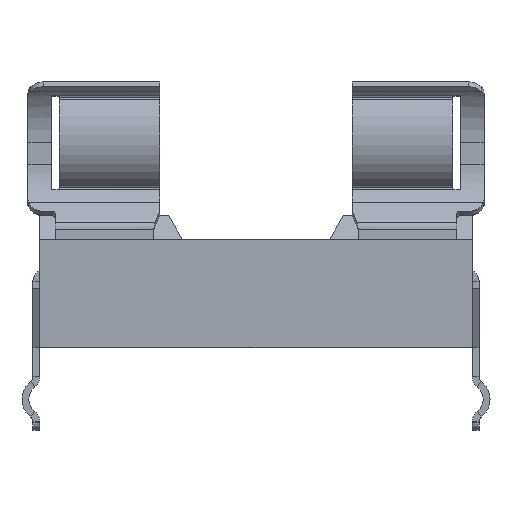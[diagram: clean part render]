
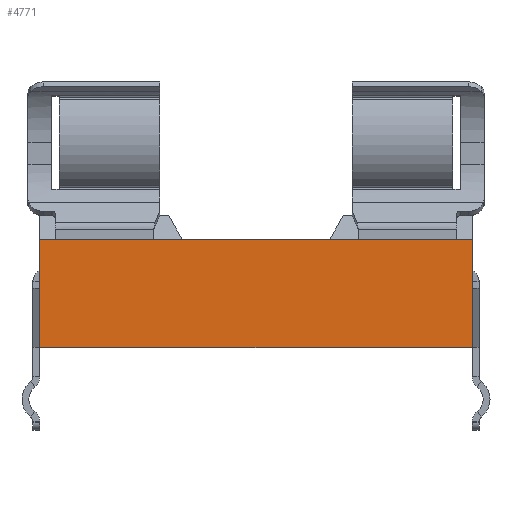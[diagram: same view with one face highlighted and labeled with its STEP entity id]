
A CAD part, top view. The second image highlights one B-rep face of the part: STEP entity #4771.
In plain terms, the highlighted planar face has unit normal (0, 0, 1).
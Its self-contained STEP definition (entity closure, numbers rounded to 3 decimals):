
#23 = DIRECTION ( 'NONE',  ( 1., 0., 0. ) ) ;
#521 = FACE_OUTER_BOUND ( 'NONE', #688, .T. ) ;
#662 = CARTESIAN_POINT ( 'NONE',  ( -11., 5.5, 4.5 ) ) ;
#670 = CARTESIAN_POINT ( 'NONE',  ( -11., 5.5, 4.5 ) ) ;
#688 = EDGE_LOOP ( 'NONE', ( #2509, #8081, #7965, #7846 ) ) ;
#786 = CARTESIAN_POINT ( 'NONE',  ( -11., 0., 4.5 ) ) ;
#1078 = VERTEX_POINT ( 'NONE', #7428 ) ;
#1853 = EDGE_CURVE ( 'NONE', #8102, #1078, #5958, .T. ) ;
#2368 = CARTESIAN_POINT ( 'NONE',  ( 11., 5.5, 4.5 ) ) ;
#2509 = ORIENTED_EDGE ( 'NONE', *, *, #8130, .T. ) ;
#3036 = VERTEX_POINT ( 'NONE', #3442 ) ;
#3352 = DIRECTION ( 'NONE',  ( 1., 0., 0. ) ) ;
#3442 = CARTESIAN_POINT ( 'NONE',  ( -11., 0., 4.5 ) ) ;
#3541 = VECTOR ( 'NONE', #3352, 1000. ) ;
#3603 = VECTOR ( 'NONE', #23, 1000. ) ;
#4073 = EDGE_CURVE ( 'NONE', #8102, #3036, #9393, .T. ) ;
#4194 = PLANE ( 'NONE',  #6066 ) ;
#4350 = DIRECTION ( 'NONE',  ( 0., -1., 0. ) ) ;
#4771 = ADVANCED_FACE ( 'NONE', ( #521 ), #4194, .F. ) ;
#4928 = VECTOR ( 'NONE', #8492, 1000. ) ;
#5095 = DIRECTION ( 'NONE',  ( 0., 0., -1. ) ) ;
#5890 = VERTEX_POINT ( 'NONE', #9370 ) ;
#5958 = LINE ( 'NONE', #8782, #3603 ) ;
#6016 = CARTESIAN_POINT ( 'NONE',  ( -11., 5.5, 4.5 ) ) ;
#6052 = LINE ( 'NONE', #2368, #4928 ) ;
#6066 = AXIS2_PLACEMENT_3D ( 'NONE', #6016, #5095, #7881 ) ;
#6331 = LINE ( 'NONE', #786, #3541 ) ;
#6399 = VECTOR ( 'NONE', #4350, 1000. ) ;
#7428 = CARTESIAN_POINT ( 'NONE',  ( 11., 5.5, 4.5 ) ) ;
#7846 = ORIENTED_EDGE ( 'NONE', *, *, #4073, .T. ) ;
#7881 = DIRECTION ( 'NONE',  ( -1., 0., 0. ) ) ;
#7965 = ORIENTED_EDGE ( 'NONE', *, *, #1853, .F. ) ;
#8081 = ORIENTED_EDGE ( 'NONE', *, *, #8938, .F. ) ;
#8102 = VERTEX_POINT ( 'NONE', #670 ) ;
#8130 = EDGE_CURVE ( 'NONE', #3036, #5890, #6331, .T. ) ;
#8492 = DIRECTION ( 'NONE',  ( 0., -1., 0. ) ) ;
#8782 = CARTESIAN_POINT ( 'NONE',  ( -11., 5.5, 4.5 ) ) ;
#8938 = EDGE_CURVE ( 'NONE', #1078, #5890, #6052, .T. ) ;
#9370 = CARTESIAN_POINT ( 'NONE',  ( 11., 0., 4.5 ) ) ;
#9393 = LINE ( 'NONE', #662, #6399 ) ;
